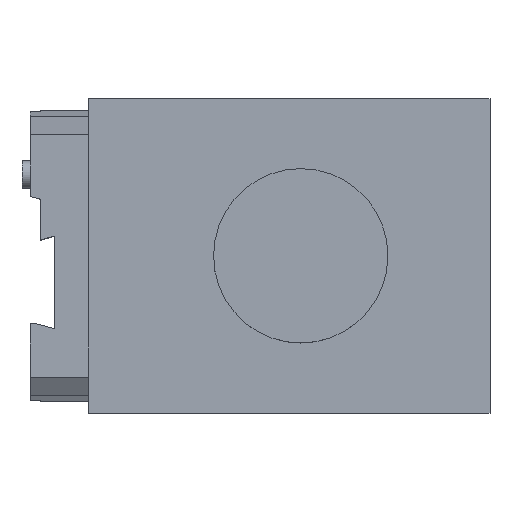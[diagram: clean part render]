
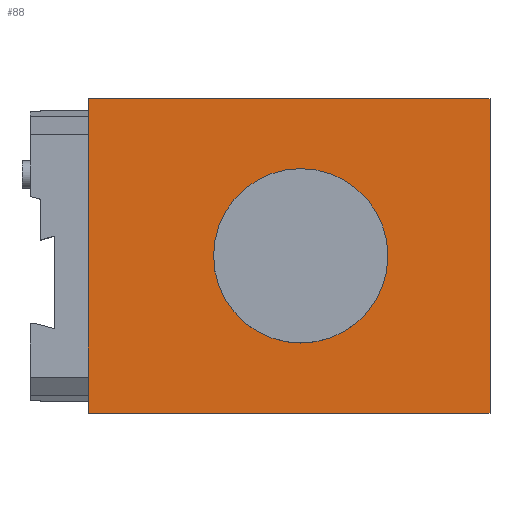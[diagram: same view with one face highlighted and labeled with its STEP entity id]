
A CAD part, top view. The second image highlights one B-rep face of the part: STEP entity #88.
In plain terms, the highlighted planar face has unit normal (0, 0, 1).
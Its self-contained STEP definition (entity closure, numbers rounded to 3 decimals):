
#37=FACE_BOUND('',#229,.T.);
#38=FACE_BOUND('',#230,.T.);
#61=CIRCLE('',#1045,29.95);
#88=ADVANCED_FACE('',(#37,#38),#135,.T.);
#135=PLANE('',#1052);
#229=EDGE_LOOP('',(#381,#382,#383,#384));
#230=EDGE_LOOP('',(#385));
#381=ORIENTED_EDGE('',*,*,#696,.F.);
#382=ORIENTED_EDGE('',*,*,#708,.F.);
#383=ORIENTED_EDGE('',*,*,#692,.T.);
#384=ORIENTED_EDGE('',*,*,#707,.T.);
#385=ORIENTED_EDGE('',*,*,#687,.F.);
#581=VERTEX_POINT('',#1489);
#586=VERTEX_POINT('',#1499);
#587=VERTEX_POINT('',#1501);
#590=VERTEX_POINT('',#1508);
#591=VERTEX_POINT('',#1510);
#687=EDGE_CURVE('',#581,#581,#61,.T.);
#692=EDGE_CURVE('',#587,#586,#813,.T.);
#696=EDGE_CURVE('',#590,#591,#817,.T.);
#707=EDGE_CURVE('',#586,#591,#828,.T.);
#708=EDGE_CURVE('',#587,#590,#829,.T.);
#813=LINE('',#1500,#929);
#817=LINE('',#1509,#933);
#828=LINE('',#1530,#944);
#829=LINE('',#1532,#945);
#929=VECTOR('',#1212,1.);
#933=VECTOR('',#1218,1.);
#944=VECTOR('',#1235,1.);
#945=VECTOR('',#1238,1.);
#1045=AXIS2_PLACEMENT_3D('',#1488,#1204,#1205);
#1052=AXIS2_PLACEMENT_3D('',#1533,#1239,#1240);
#1204=DIRECTION('',(0.,0.,1.));
#1205=DIRECTION('',(1.,0.,0.));
#1212=DIRECTION('',(1.,0.,0.));
#1218=DIRECTION('',(1.,0.,0.));
#1235=DIRECTION('',(0.,1.,0.));
#1238=DIRECTION('',(0.,1.,0.));
#1239=DIRECTION('',(0.,0.,1.));
#1240=DIRECTION('',(1.,0.,0.));
#1488=CARTESIAN_POINT('',(0.,0.,0.));
#1489=CARTESIAN_POINT('',(29.95,0.,0.));
#1499=CARTESIAN_POINT('',(65.,-54.,0.));
#1500=CARTESIAN_POINT('',(-73.,-54.,0.));
#1501=CARTESIAN_POINT('',(-73.,-54.,0.));
#1508=CARTESIAN_POINT('',(-73.,54.,0.));
#1509=CARTESIAN_POINT('',(-73.,54.,0.));
#1510=CARTESIAN_POINT('',(65.,54.,0.));
#1530=CARTESIAN_POINT('',(65.,-54.,0.));
#1532=CARTESIAN_POINT('',(-73.,-54.,0.));
#1533=CARTESIAN_POINT('',(-73.,-54.,0.));
